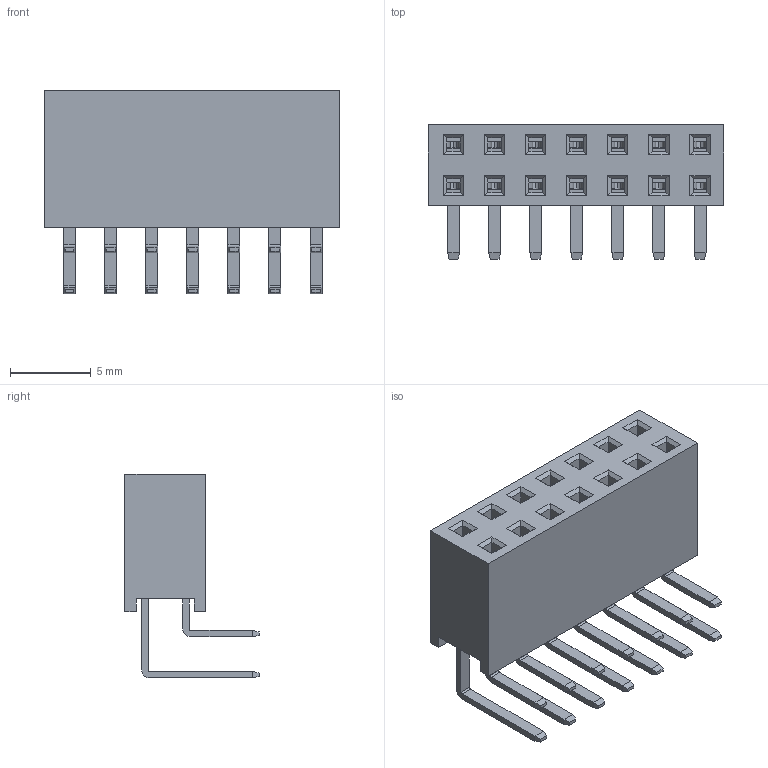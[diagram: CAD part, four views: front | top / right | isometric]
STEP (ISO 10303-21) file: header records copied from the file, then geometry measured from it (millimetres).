
FILE_DESCRIPTION(/* description */ ('Unknown'),/* implementation_level */ '2;1');
FILE_NAME(/* name */ '613014243121',/* time_stamp */ '2016-01-05T14:38:45+01:00',/* author */ ('Unknown'),/* organization */ ('Unknown'),/* preprocessor_version */ 'ST-DEVELOPER v16',/* originating_system */ 'DEX',/* authorisation */ $);
FILE_SCHEMA (('AUTOMOTIVE_DESIGN {1 0 10303 214 3 1 1}'));
Length unit declared in the file: millimetre
Products named in the file (4): 6130xx243121; 613014243121; 6130xx243121_PIN; 6130xx243121_PIN_G
Assembly tree (15 placements, depth 2):
  6130xx243121
    613014243121
    6130xx243121_PIN  x7
    6130xx243121_PIN_G  x7
Bounding box: 18.28 x 8.3 x 12.6 mm (x, y, z)
Volume: 684.6 mm3; surface area: 1790.8 mm2
Topology: 15 solids, 15 shells, 668 faces, 1802 edges, 1164 vertices
Faces by surface type: plane 584, cylinder 56, bspline 28
Entity records: 9384 total; most frequent: CARTESIAN_POINT 1718, ORIENTED_EDGE 1612, DIRECTION 1430, EDGE_CURVE 806, LINE 782, VECTOR 782, VERTEX_POINT 516, EDGE_LOOP 324
